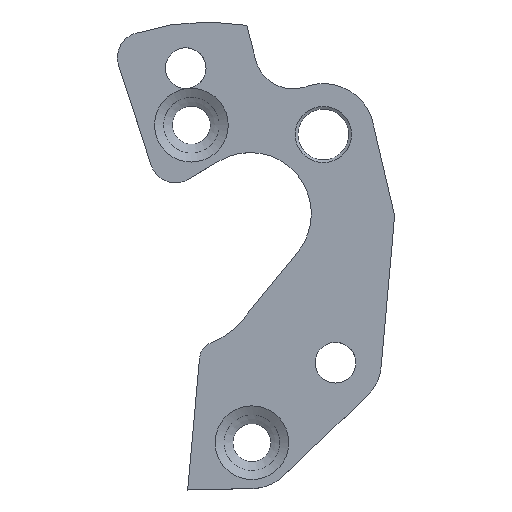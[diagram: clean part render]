
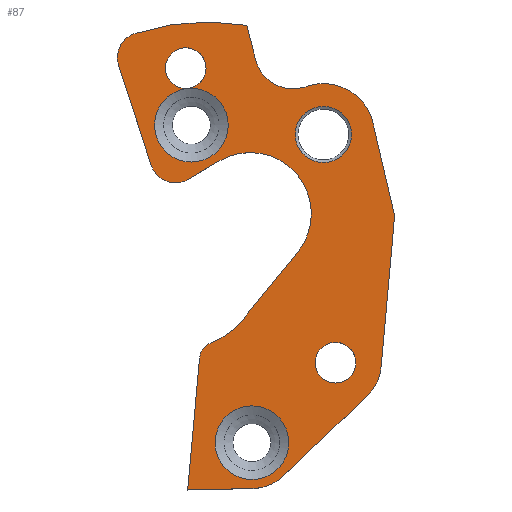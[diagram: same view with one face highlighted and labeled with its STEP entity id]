
A CAD part, top view. The second image highlights one B-rep face of the part: STEP entity #87.
In plain terms, the highlighted planar face has unit normal (0, 0, 1).
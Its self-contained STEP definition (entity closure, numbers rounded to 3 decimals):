
#87=ADVANCED_FACE('',(#364,#366,#368,#370,#372,#374),#376,.T.);
#364=FACE_BOUND('',#365,.T.);
#365=EDGE_LOOP('',(#536,#537,#538,#539,#540,#541,#542,#543,#544,#545,#546,#547,#548,
#549,#550,#551,#552,#553,#554,#555));
#366=FACE_BOUND('',#367,.T.);
#367=EDGE_LOOP('',(#556));
#368=FACE_BOUND('',#369,.T.);
#369=EDGE_LOOP('',(#557));
#370=FACE_BOUND('',#371,.T.);
#371=EDGE_LOOP('',(#558));
#372=FACE_BOUND('',#373,.T.);
#373=EDGE_LOOP('',(#559));
#374=FACE_BOUND('',#375,.T.);
#375=EDGE_LOOP('',(#560));
#376=PLANE('',#377);
#377=AXIS2_PLACEMENT_3D('',#378,#379,#380);
#378=CARTESIAN_POINT('',(0.,0.,0.));
#379=DIRECTION('',(0.,0.,1.));
#380=DIRECTION('',(1.,0.,0.));
#536=ORIENTED_EDGE('',*,*,#568,.T.);
#537=ORIENTED_EDGE('',*,*,#571,.T.);
#538=ORIENTED_EDGE('',*,*,#574,.T.);
#539=ORIENTED_EDGE('',*,*,#577,.F.);
#540=ORIENTED_EDGE('',*,*,#580,.T.);
#541=ORIENTED_EDGE('',*,*,#583,.F.);
#542=ORIENTED_EDGE('',*,*,#586,.T.);
#543=ORIENTED_EDGE('',*,*,#589,.F.);
#544=ORIENTED_EDGE('',*,*,#592,.T.);
#545=ORIENTED_EDGE('',*,*,#595,.T.);
#546=ORIENTED_EDGE('',*,*,#598,.F.);
#547=ORIENTED_EDGE('',*,*,#601,.T.);
#548=ORIENTED_EDGE('',*,*,#604,.F.);
#549=ORIENTED_EDGE('',*,*,#607,.T.);
#550=ORIENTED_EDGE('',*,*,#610,.T.);
#551=ORIENTED_EDGE('',*,*,#613,.F.);
#552=ORIENTED_EDGE('',*,*,#616,.F.);
#553=ORIENTED_EDGE('',*,*,#619,.F.);
#554=ORIENTED_EDGE('',*,*,#622,.T.);
#555=ORIENTED_EDGE('',*,*,#624,.T.);
#556=ORIENTED_EDGE('',*,*,#632,.F.);
#557=ORIENTED_EDGE('',*,*,#646,.F.);
#558=ORIENTED_EDGE('',*,*,#627,.F.);
#559=ORIENTED_EDGE('',*,*,#645,.F.);
#560=ORIENTED_EDGE('',*,*,#639,.F.);
#568=EDGE_CURVE('',#648,#653,#655,.T.);
#571=EDGE_CURVE('',#653,#658,#660,.T.);
#574=EDGE_CURVE('',#658,#663,#665,.T.);
#577=EDGE_CURVE('',#668,#663,#670,.T.);
#580=EDGE_CURVE('',#668,#673,#675,.T.);
#583=EDGE_CURVE('',#678,#673,#680,.T.);
#586=EDGE_CURVE('',#678,#683,#685,.T.);
#589=EDGE_CURVE('',#688,#683,#690,.T.);
#592=EDGE_CURVE('',#688,#693,#695,.T.);
#595=EDGE_CURVE('',#693,#698,#700,.T.);
#598=EDGE_CURVE('',#703,#698,#705,.T.);
#601=EDGE_CURVE('',#703,#708,#710,.T.);
#604=EDGE_CURVE('',#713,#708,#715,.T.);
#607=EDGE_CURVE('',#713,#718,#720,.T.);
#610=EDGE_CURVE('',#718,#723,#725,.T.);
#613=EDGE_CURVE('',#728,#723,#730,.T.);
#616=EDGE_CURVE('',#733,#728,#735,.T.);
#619=EDGE_CURVE('',#738,#733,#740,.T.);
#622=EDGE_CURVE('',#738,#743,#745,.T.);
#624=EDGE_CURVE('',#743,#648,#747,.T.);
#627=EDGE_CURVE('',#752,#752,#753,.T.);
#632=EDGE_CURVE('',#762,#762,#763,.T.);
#639=EDGE_CURVE('',#776,#776,#777,.T.);
#645=EDGE_CURVE('',#788,#788,#789,.T.);
#646=EDGE_CURVE('',#790,#790,#791,.T.);
#648=VERTEX_POINT('',#794);
#653=VERTEX_POINT('',#803);
#655=LINE('',#807,#808);
#658=VERTEX_POINT('',#815);
#660=CIRCLE('',#819,0.5);
#663=VERTEX_POINT('',#827);
#665=LINE('',#831,#832);
#668=VERTEX_POINT('',#839);
#670=CIRCLE('',#843,1.2);
#673=VERTEX_POINT('',#851);
#675=LINE('',#855,#856);
#678=VERTEX_POINT('',#863);
#680=CIRCLE('',#867,1.5);
#683=VERTEX_POINT('',#876);
#685=CIRCLE('',#880,0.35);
#688=VERTEX_POINT('',#888);
#690=LINE('',#892,#893);
#693=VERTEX_POINT('',#899);
#695=LINE('',#903,#904);
#698=VERTEX_POINT('',#911);
#700=CIRCLE('',#915,0.9);
#703=VERTEX_POINT('',#923);
#705=LINE('',#927,#928);
#708=VERTEX_POINT('',#935);
#710=CIRCLE('',#939,0.9);
#713=VERTEX_POINT('',#947);
#715=LINE('',#951,#952);
#718=VERTEX_POINT('',#958);
#720=LINE('',#962,#963);
#723=VERTEX_POINT('',#970);
#725=CIRCLE('',#974,1.);
#728=VERTEX_POINT('',#982);
#730=LINE('',#986,#987);
#733=VERTEX_POINT('',#994);
#735=CIRCLE('',#998,0.75);
#738=VERTEX_POINT('',#1006);
#740=LINE('',#1010,#1011);
#743=VERTEX_POINT('',#1018);
#745=CIRCLE('',#1022,4.6);
#747=CIRCLE('',#1030,0.5);
#752=VERTEX_POINT('',#1145);
#753=CIRCLE('',#1146,0.4);
#762=VERTEX_POINT('',#1473);
#763=CIRCLE('',#1474,0.723);
#776=VERTEX_POINT('',#1609);
#777=CIRCLE('',#1610,0.723);
#788=VERTEX_POINT('',#1740);
#789=CIRCLE('',#1741,0.552);
#790=VERTEX_POINT('',#1745);
#791=CIRCLE('',#1746,0.4);
#794=CARTESIAN_POINT('',(90.885,102.949,0.));
#803=CARTESIAN_POINT('',(91.525,100.994,0.));
#807=CARTESIAN_POINT('',(90.885,102.949,0.));
#808=VECTOR('',#809,1.);
#809=DIRECTION('',(0.311,-0.95,0.));
#815=CARTESIAN_POINT('',(92.256,100.72,0.));
#819=AXIS2_PLACEMENT_3D('',#820,#821,#822);
#820=CARTESIAN_POINT('',(92.,101.15,0.));
#821=DIRECTION('',(0.,0.,1.));
#822=DIRECTION('',(-0.95,-0.311,0.));
#827=CARTESIAN_POINT('',(92.853,101.075,0.));
#831=CARTESIAN_POINT('',(92.256,100.72,0.));
#832=VECTOR('',#833,1.);
#833=DIRECTION('',(0.859,0.511,0.));
#839=CARTESIAN_POINT('',(94.396,99.286,0.));
#843=AXIS2_PLACEMENT_3D('',#844,#845,#846);
#844=CARTESIAN_POINT('',(93.466,100.044,0.));
#845=DIRECTION('',(0.,0.,1.));
#846=DIRECTION('',(0.775,-0.632,0.));
#851=CARTESIAN_POINT('',(93.313,97.956,0.));
#855=CARTESIAN_POINT('',(94.396,99.286,0.));
#856=VECTOR('',#857,1.);
#857=DIRECTION('',(-0.632,-0.775,0.));
#863=CARTESIAN_POINT('',(92.707,97.511,0.));
#867=AXIS2_PLACEMENT_3D('',#868,#869,#870);
#868=CARTESIAN_POINT('',(92.15,98.904,0.));
#869=DIRECTION('',(0.,0.,1.));
#870=DIRECTION('',(0.371,-0.928,0.));
#876=CARTESIAN_POINT('',(92.471,97.211,0.));
#880=AXIS2_PLACEMENT_3D('',#881,#882,#883);
#881=CARTESIAN_POINT('',(92.82,97.18,0.));
#882=DIRECTION('',(0.,0.,1.));
#883=DIRECTION('',(-0.323,0.947,0.));
#888=CARTESIAN_POINT('',(92.24,94.622,0.));
#892=CARTESIAN_POINT('',(92.24,94.622,0.));
#893=VECTOR('',#894,1.);
#894=DIRECTION('',(0.089,0.996,0.));
#899=CARTESIAN_POINT('',(93.52,94.65,0.));
#903=CARTESIAN_POINT('',(92.24,94.622,0.));
#904=VECTOR('',#905,1.);
#905=DIRECTION('',(1.,0.022,0.));
#911=CARTESIAN_POINT('',(94.122,94.9,0.));
#915=AXIS2_PLACEMENT_3D('',#916,#917,#918);
#916=CARTESIAN_POINT('',(93.5,95.55,0.));
#917=DIRECTION('',(0.,0.,1.));
#918=DIRECTION('',(0.022,-1.,0.));
#923=CARTESIAN_POINT('',(95.762,96.47,0.));
#927=CARTESIAN_POINT('',(95.762,96.47,0.));
#928=VECTOR('',#929,1.);
#929=DIRECTION('',(-0.722,-0.692,0.));
#935=CARTESIAN_POINT('',(96.036,97.04,0.));
#939=AXIS2_PLACEMENT_3D('',#940,#941,#942);
#940=CARTESIAN_POINT('',(95.14,97.12,0.));
#941=DIRECTION('',(0.,0.,1.));
#942=DIRECTION('',(0.692,-0.722,0.));
#947=CARTESIAN_POINT('',(96.3,100.,0.));
#951=CARTESIAN_POINT('',(96.3,100.,0.));
#952=VECTOR('',#953,1.);
#953=DIRECTION('',(-0.089,-0.996,0.));
#958=CARTESIAN_POINT('',(95.876,101.824,0.));
#962=CARTESIAN_POINT('',(96.3,100.,0.));
#963=VECTOR('',#964,1.);
#964=DIRECTION('',(-0.226,0.974,0.));
#970=CARTESIAN_POINT('',(94.591,102.549,0.));
#974=AXIS2_PLACEMENT_3D('',#975,#976,#977);
#975=CARTESIAN_POINT('',(94.902,101.598,0.));
#976=DIRECTION('',(0.,0.,1.));
#977=DIRECTION('',(0.974,0.226,0.));
#982=CARTESIAN_POINT('',(94.535,102.53,0.));
#986=CARTESIAN_POINT('',(94.535,102.53,0.));
#987=VECTOR('',#988,1.);
#988=DIRECTION('',(0.951,0.311,0.));
#994=CARTESIAN_POINT('',(93.576,103.057,0.));
#998=AXIS2_PLACEMENT_3D('',#999,#1000,#1001);
#999=CARTESIAN_POINT('',(94.302,103.243,0.));
#1000=DIRECTION('',(0.,0.,1.));
#1001=DIRECTION('',(-0.969,-0.248,0.));
#1006=CARTESIAN_POINT('',(93.4,103.741,0.));
#1010=CARTESIAN_POINT('',(93.4,103.741,0.));
#1011=VECTOR('',#1012,1.);
#1012=DIRECTION('',(0.248,-0.969,0.));
#1018=CARTESIAN_POINT('',(91.207,103.581,0.));
#1022=AXIS2_PLACEMENT_3D('',#1023,#1024,#1025);
#1023=CARTESIAN_POINT('',(92.628,99.206,0.));
#1024=DIRECTION('',(0.,0.,1.));
#1025=DIRECTION('',(0.168,0.986,0.));
#1030=AXIS2_PLACEMENT_3D('',#1031,#1032,#1033);
#1031=CARTESIAN_POINT('',(91.36,103.105,0.));
#1032=DIRECTION('',(0.,0.,1.));
#1033=DIRECTION('',(-0.306,0.952,0.));
#1145=CARTESIAN_POINT('',(95.54,97.12,0.));
#1146=AXIS2_PLACEMENT_3D('',#1147,#1148,#1149);
#1147=CARTESIAN_POINT('',(95.14,97.12,0.));
#1148=DIRECTION('',(0.,0.,1.));
#1149=DIRECTION('',(1.,0.,0.));
#1473=CARTESIAN_POINT('',(94.223,95.55,0.));
#1474=AXIS2_PLACEMENT_3D('',#1475,#1476,#1477);
#1475=CARTESIAN_POINT('',(93.5,95.55,0.));
#1476=DIRECTION('',(0.,0.,1.));
#1477=DIRECTION('',(-1.,0.,0.));
#1609=CARTESIAN_POINT('',(93.035,101.781,0.));
#1610=AXIS2_PLACEMENT_3D('',#1611,#1612,#1613);
#1611=CARTESIAN_POINT('',(92.312,101.781,0.));
#1612=DIRECTION('',(0.,0.,1.));
#1613=DIRECTION('',(-1.,0.,0.));
#1740=CARTESIAN_POINT('',(95.454,101.598,0.));
#1741=AXIS2_PLACEMENT_3D('',#1742,#1743,#1744);
#1742=CARTESIAN_POINT('',(94.902,101.598,0.));
#1743=DIRECTION('',(0.,0.,1.));
#1744=DIRECTION('',(-1.,0.,0.));
#1745=CARTESIAN_POINT('',(92.6,102.9,0.));
#1746=AXIS2_PLACEMENT_3D('',#1747,#1748,#1749);
#1747=CARTESIAN_POINT('',(92.2,102.9,0.));
#1748=DIRECTION('',(0.,0.,1.));
#1749=DIRECTION('',(1.,0.,0.));
